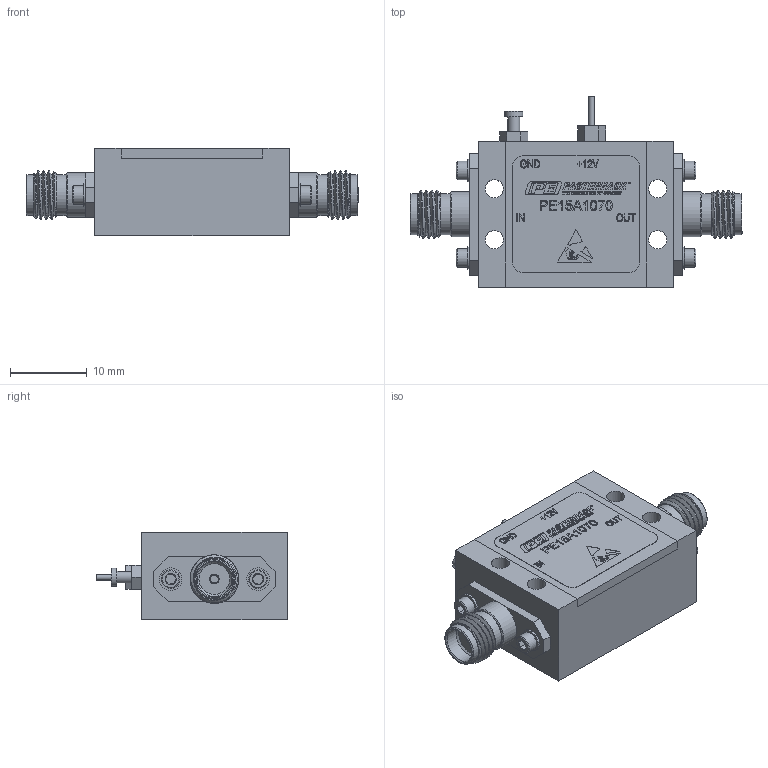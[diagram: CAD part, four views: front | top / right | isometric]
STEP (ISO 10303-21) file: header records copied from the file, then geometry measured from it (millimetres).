
FILE_DESCRIPTION (( 'STEP AP203' ), '1' );
FILE_NAME ('PE15A1070.step', '2020-03-03T18:46:50', ( '' ), ( '' ), 'SwSTEP 2.0', 'SolidWorks 2018', '' );
FILE_SCHEMA (( 'CONFIG_CONTROL_DESIGN' ));
Length unit declared in the file: inch
Products named in the file (1): PE15A1070
Bounding box: 43.38 x 24.89 x 11.48 mm (x, y, z)
Volume: 6214.7 mm3; surface area: 4613.5 mm2
Topology: 16 solids, 16 shells, 1151 faces, 2913 edges, 1915 vertices
Faces by surface type: plane 718, bspline 223, cylinder 144, cone 66
Full cylindrical faces by diameter (mm): 0.207 x1, 0.213 x1, 0.762 x1, 1.016 x3, 1.27 x9, 1.524 x7, 1.854 x6, 2.381 x4, 2.388 x1, 2.438 x6, 2.946 x6, 4.521 x3, 5.334 x6, 5.842 x3
Entity records: 49609 total; most frequent: CARTESIAN_POINT 23880, ORIENTED_EDGE 5568, DIRECTION 4451, EDGE_CURVE 2784, VECTOR 1903, LINE 1903, VERTEX_POINT 1873, EDGE_LOOP 1373
